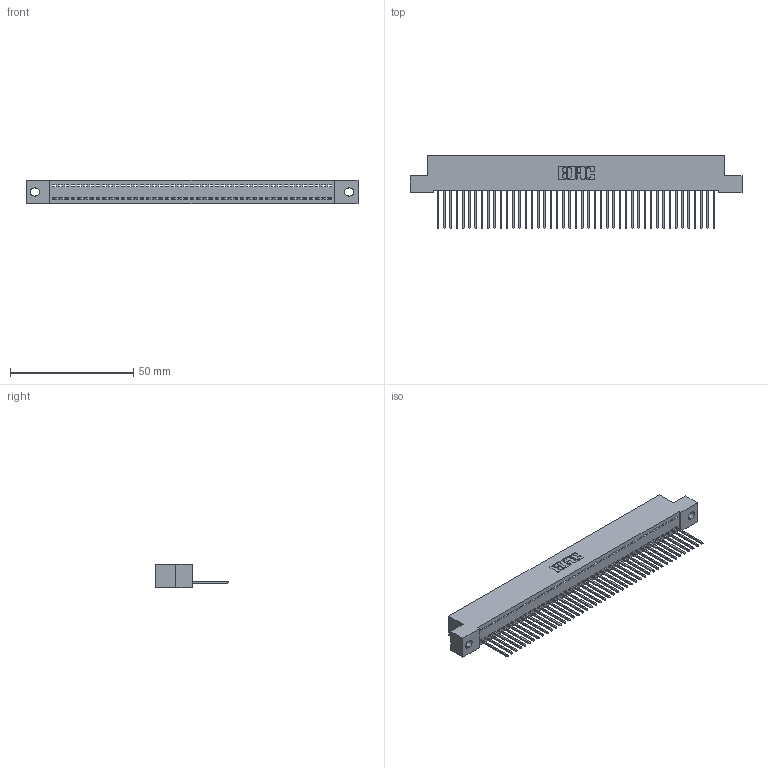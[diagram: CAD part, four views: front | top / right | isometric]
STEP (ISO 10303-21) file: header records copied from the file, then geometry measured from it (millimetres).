
FILE_DESCRIPTION (( 'STEP AP203' ), '1' );
FILE_NAME ('342-045-540-102.STEP', '2018-08-12T15:23:49', ( '' ), ( '' ), 'SwSTEP 2.0', 'SolidWorks 2016', '' );
FILE_SCHEMA (( 'CONFIG_CONTROL_DESIGN' ));
Length unit declared in the file: inch
Products named in the file (3): 342 Part_.128 Slot; 345-292-001_345-293-140; 342-045-540-102
Assembly tree (46 placements, depth 2):
  342-045-540-102
    342 Part_.128 Slot
    345-292-001_345-293-140  x45
Bounding box: 134.62 x 29.47 x 9.4 mm (x, y, z)
Volume: 11823.3 mm3; surface area: 17599 mm2
Topology: 46 solids, 46 shells, 2724 faces, 8231 edges, 5426 vertices
Faces by surface type: plane 1960, cylinder 764
Entity records: 27143 total; most frequent: CARTESIAN_POINT 4689, ORIENTED_EDGE 4670, DIRECTION 3949, EDGE_CURVE 2335, LINE 2207, VECTOR 2207, VERTEX_POINT 1554, AXIS2_PLACEMENT_3D 871
